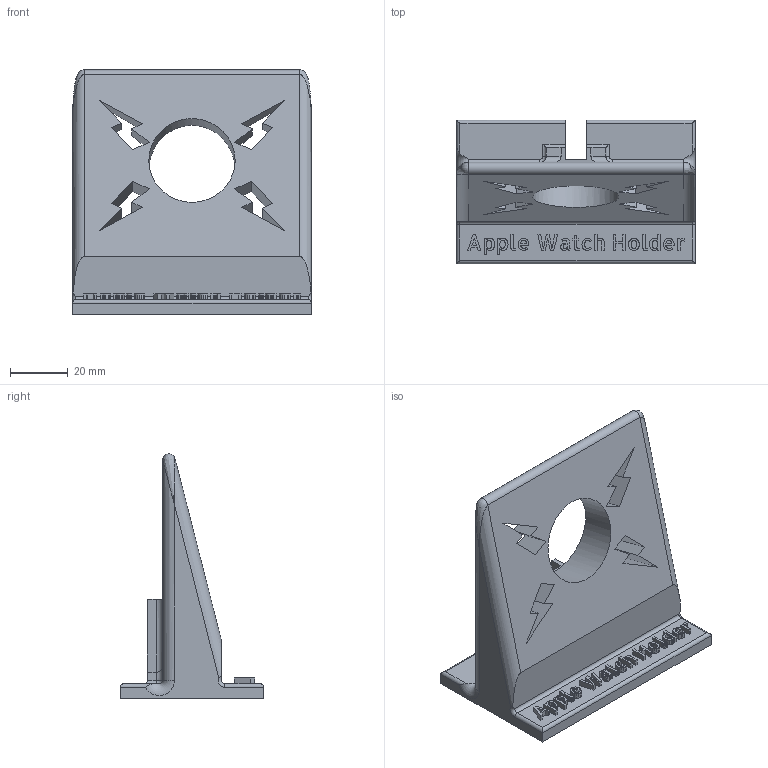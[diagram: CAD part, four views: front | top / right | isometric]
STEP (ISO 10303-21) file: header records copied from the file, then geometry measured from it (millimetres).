
FILE_DESCRIPTION(/* description */ ('STEP AP242','CAx-IF Rec.Pracs.---Representation and Presentation of Product Manufacturing Information (PMI)---4.0---2014-10-13','CAx-IF Rec.Pracs.---3D Tessellated Geometry---0.4---2014-09-14','2;1'),/* implementation_level */ '2;1');
FILE_NAME(/* name */ '66aed3262e356e0bba8e48c8',/* time_stamp */ '2024-08-04T01:02:31Z',/* author */ (''),/* organization */ (''),/* preprocessor_version */ 'ST-DEVELOPER v20',/* originating_system */ ' ',/* authorisation */ ' ');
FILE_SCHEMA (('AP242_MANAGED_MODEL_BASED_3D_ENGINEERING_MIM_LF { 1 0 10303 442 1 1 4 }'));
Length unit declared in the file: metre
Products named in the file (1): Part 1
Bounding box: 83 x 49.89 x 84.89 mm (x, y, z)
Volume: 97639.7 mm3; surface area: 26259.3 mm2
Topology: 1 solids, 1 shells, 532 faces, 1495 edges, 987 vertices
Faces by surface type: bspline 322, plane 177, cylinder 27, torus 6
Full cylindrical faces by diameter (mm): 30 x1
Entity records: 18242 total; most frequent: CARTESIAN_POINT 6702, ORIENTED_EDGE 2984, EDGE_CURVE 1492, DIRECTION 1310, VERTEX_POINT 987, LINE 796, VECTOR 796, B_SPLINE_CURVE_WITH_KNOTS 650
